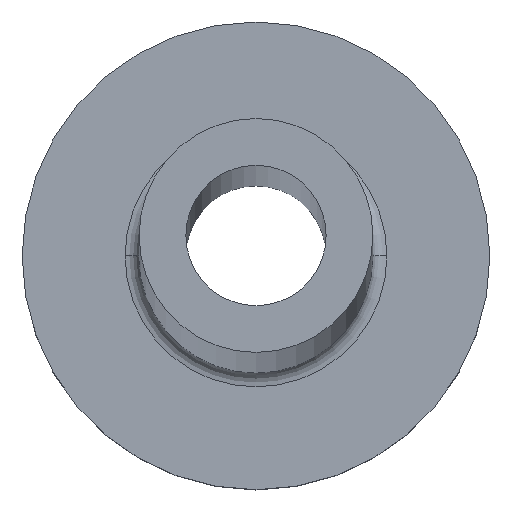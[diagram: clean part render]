
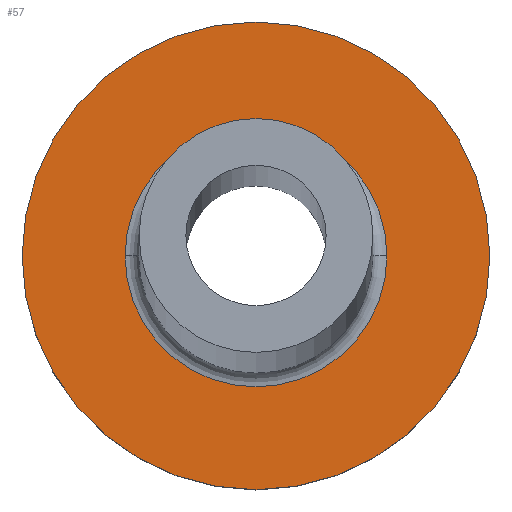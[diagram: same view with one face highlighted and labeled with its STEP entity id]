
A CAD part, top view. The second image highlights one B-rep face of the part: STEP entity #57.
In plain terms, the highlighted planar face has unit normal (0, 0, 1).
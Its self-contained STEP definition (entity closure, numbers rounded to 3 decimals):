
#10 = ORIENTED_EDGE ( 'NONE', *, *, #280, .T. ) ;
#13 = DIRECTION ( 'NONE',  ( 0., 0., -1. ) ) ;
#15 = AXIS2_PLACEMENT_3D ( 'NONE', #66, #178, #120 ) ;
#18 = ORIENTED_EDGE ( 'NONE', *, *, #157, .T. ) ;
#25 = CARTESIAN_POINT ( 'NONE',  ( 0., 0., 3. ) ) ;
#46 = CIRCLE ( 'NONE', #153, 2.8 ) ;
#47 = AXIS2_PLACEMENT_3D ( 'NONE', #115, #203, #236 ) ;
#57 = ADVANCED_FACE ( 'NONE', ( #247, #122 ), #96, .T. ) ;
#66 = CARTESIAN_POINT ( 'NONE',  ( 0., 0., 3. ) ) ;
#82 = CARTESIAN_POINT ( 'NONE',  ( -5., 0., 3. ) ) ;
#96 = PLANE ( 'NONE',  #15 ) ;
#107 = DIRECTION ( 'NONE',  ( 0., 0., -1. ) ) ;
#115 = CARTESIAN_POINT ( 'NONE',  ( 0., 0., 3. ) ) ;
#120 = DIRECTION ( 'NONE',  ( 1., 0., 0. ) ) ;
#122 = FACE_OUTER_BOUND ( 'NONE', #277, .T. ) ;
#153 = AXIS2_PLACEMENT_3D ( 'NONE', #278, #13, #182 ) ;
#157 = EDGE_CURVE ( 'NONE', #184, #266, #46, .T. ) ;
#168 = CARTESIAN_POINT ( 'NONE',  ( -2.8, 0., 3. ) ) ;
#178 = DIRECTION ( 'NONE',  ( 0., 0., 1. ) ) ;
#182 = DIRECTION ( 'NONE',  ( 1., 0., 0. ) ) ;
#184 = VERTEX_POINT ( 'NONE', #285 ) ;
#193 = CARTESIAN_POINT ( 'NONE',  ( 0., 0., 3. ) ) ;
#199 = EDGE_CURVE ( 'NONE', #367, #282, #265, .T. ) ;
#202 = AXIS2_PLACEMENT_3D ( 'NONE', #25, #368, #344 ) ;
#203 = DIRECTION ( 'NONE',  ( 0., 0., 1. ) ) ;
#236 = DIRECTION ( 'NONE',  ( 1., 0., 0. ) ) ;
#237 = CIRCLE ( 'NONE', #47, 5. ) ;
#247 = FACE_BOUND ( 'NONE', #343, .T. ) ;
#258 = AXIS2_PLACEMENT_3D ( 'NONE', #193, #107, #375 ) ;
#265 = CIRCLE ( 'NONE', #202, 5. ) ;
#266 = VERTEX_POINT ( 'NONE', #168 ) ;
#277 = EDGE_LOOP ( 'NONE', ( #301, #330 ) ) ;
#278 = CARTESIAN_POINT ( 'NONE',  ( 0., 0., 3. ) ) ;
#280 = EDGE_CURVE ( 'NONE', #266, #184, #294, .T. ) ;
#282 = VERTEX_POINT ( 'NONE', #82 ) ;
#285 = CARTESIAN_POINT ( 'NONE',  ( 2.8, 0., 3. ) ) ;
#294 = CIRCLE ( 'NONE', #258, 2.8 ) ;
#301 = ORIENTED_EDGE ( 'NONE', *, *, #340, .T. ) ;
#330 = ORIENTED_EDGE ( 'NONE', *, *, #199, .T. ) ;
#340 = EDGE_CURVE ( 'NONE', #282, #367, #237, .T. ) ;
#343 = EDGE_LOOP ( 'NONE', ( #18, #10 ) ) ;
#344 = DIRECTION ( 'NONE',  ( 1., 0., 0. ) ) ;
#352 = CARTESIAN_POINT ( 'NONE',  ( 5., 0., 3. ) ) ;
#367 = VERTEX_POINT ( 'NONE', #352 ) ;
#368 = DIRECTION ( 'NONE',  ( 0., 0., 1. ) ) ;
#375 = DIRECTION ( 'NONE',  ( 1., 0., 0. ) ) ;
